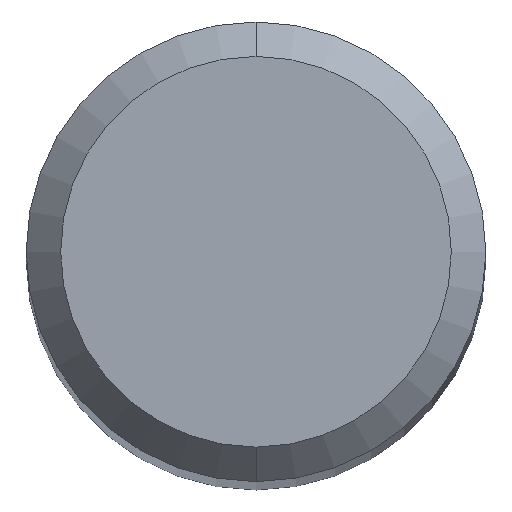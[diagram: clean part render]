
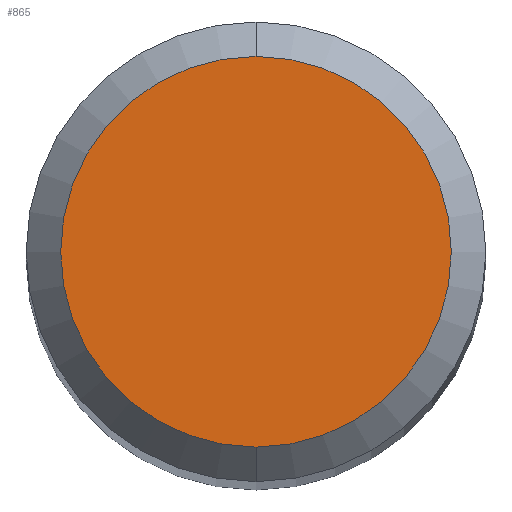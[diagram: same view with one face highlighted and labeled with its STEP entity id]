
A CAD part, top view. The second image highlights one B-rep face of the part: STEP entity #865.
In plain terms, the highlighted planar face has unit normal (0, 0, 1).
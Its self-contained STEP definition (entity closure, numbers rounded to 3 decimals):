
#397=VERTEX_POINT('',#1079);
#743=EDGE_CURVE('',#831,#397,#1450,.T.);
#831=VERTEX_POINT('',#1545);
#865=ADVANCED_FACE('',(#1582),#1583,.T.);
#905=EDGE_CURVE('',#397,#831,#1626,.T.);
#1079=CARTESIAN_POINT('',(0.,-1.7,0.0));
#1450=CIRCLE('',#3644,1.7);
#1545=CARTESIAN_POINT('',(0.0,1.7,0.0));
#1582=FACE_OUTER_BOUND('',#4180,.T.);
#1583=PLANE('',#4181);
#1626=CIRCLE('',#4259,1.7);
#3644=AXIS2_PLACEMENT_3D('',#5104,#5105,#5106);
#4180=EDGE_LOOP('',(#5250,#5251));
#4181=AXIS2_PLACEMENT_3D('',#5252,#5253,#5254);
#4259=AXIS2_PLACEMENT_3D('',#5310,#5311,#5312);
#5104=CARTESIAN_POINT('',(0.0,0.0,0.0));
#5105=DIRECTION('',(0.0,0.0,-1.0));
#5106=DIRECTION('',(0.0,1.0,0.0));
#5250=ORIENTED_EDGE('',*,*,#743,.F.);
#5251=ORIENTED_EDGE('',*,*,#905,.F.);
#5252=CARTESIAN_POINT('',(0.0,0.85,0.0));
#5253=DIRECTION('',(-0.0,0.0,1.0));
#5254=DIRECTION('',(0.0,-1.0,0.0));
#5310=CARTESIAN_POINT('',(0.0,0.0,0.0));
#5311=DIRECTION('',(0.0,0.0,-1.0));
#5312=DIRECTION('',(0.0,1.0,0.0));
